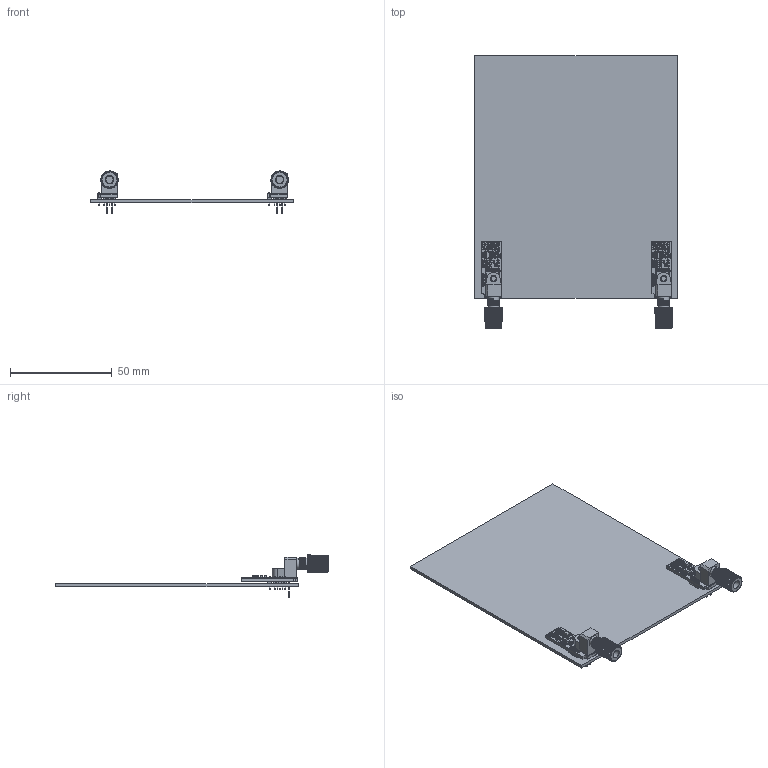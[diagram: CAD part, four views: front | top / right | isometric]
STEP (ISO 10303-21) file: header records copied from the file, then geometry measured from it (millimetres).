
FILE_DESCRIPTION(('KiCad electronic assembly'),'2;1');
FILE_NAME('Reference_IF-D91B.step','2025-10-06T20:33:36',('Pcbnew'),( 'Kicad'),'Open CASCADE STEP processor 7.6','KiCad to STEP converter' ,'Unknown');
FILE_SCHEMA(('AUTOMOTIVE_DESIGN { 1 0 10303 214 1 1 1 1 }'));
Length unit declared in the file: millimetre
Products named in the file (16): Reference_IF-D91B 1; IF-D91B_breakout; C_0805_2012Metric; Emitter; TSOT-23-6; R_0805_2012Metric; PinHeader_1x05_P1.27mm_Vertical; 50mil_IF-D91B_breakout_copper; 50mil_IF-D91B_breakout_pad; 50mil_IF-D91B_breakout_via; 50mil_IF-D91B_breakout_silkscreen; 50mil_IF-D91B_breakout_soldermask; 50mil_IF-D91B_breakout_PCB; Protoboard_Noppera-boo50mil_100mmX120mm_PCB
Assembly tree (19 placements, depth 3):
  Reference_IF-D91B 1
    IF-D91B_breakout  x2
      C_0805_2012Metric
      Emitter
      TSOT-23-6
      R_0805_2012Metric
      PinHeader_1x05_P1.27mm_Vertical
      50mil_IF-D91B_breakout_copper
      50mil_IF-D91B_breakout_pad
      50mil_IF-D91B_breakout_via
      50mil_IF-D91B_breakout_silkscreen
      50mil_IF-D91B_breakout_silkscreen
      50mil_IF-D91B_breakout_soldermask
      50mil_IF-D91B_breakout_soldermask
      50mil_IF-D91B_breakout_PCB
    Protoboard_Noppera-boo50mil_100mmX120mm_PCB
Bounding box: 99.6 x 134.47 x 20.75 mm (x, y, z)
Volume: 21223.6 mm3; surface area: 30844.7 mm2
Topology: 171 solids, 269 shells, 2824 faces, 8336 edges, 6024 vertices
Faces by surface type: plane 1998, cylinder 664, cone 124, bspline 36, torus 2
Full cylindrical faces by diameter (mm): 0.275 x24, 0.3 x12, 0.6 x60, 0.65 x60, 0.85 x12, 0.9 x8, 0.95 x18, 1 x32, 1.575 x4, 1.7 x12, 2.5 x2, 3.175 x2, 3.556 x2, 3.607 x2, 4.115 x2, 5.461 x8, 6.223 x2
Entity records: 45457 total; most frequent: CARTESIAN_POINT 9486, DIRECTION 7120, ORIENTED_EDGE 6706, EDGE_CURVE 3764, VERTEX_POINT 2756, LINE 2562, VECTOR 2562, AXIS2_PLACEMENT_3D 2279
